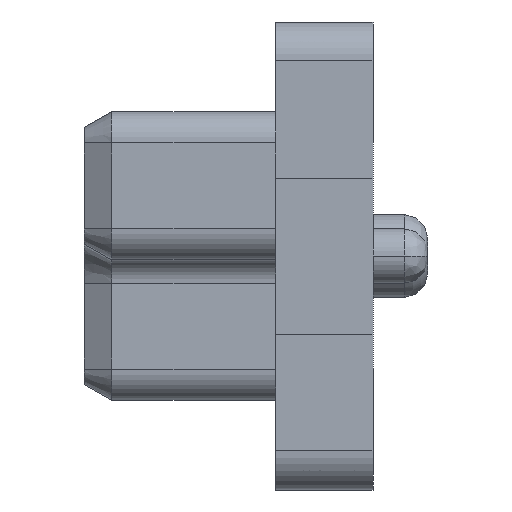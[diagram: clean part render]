
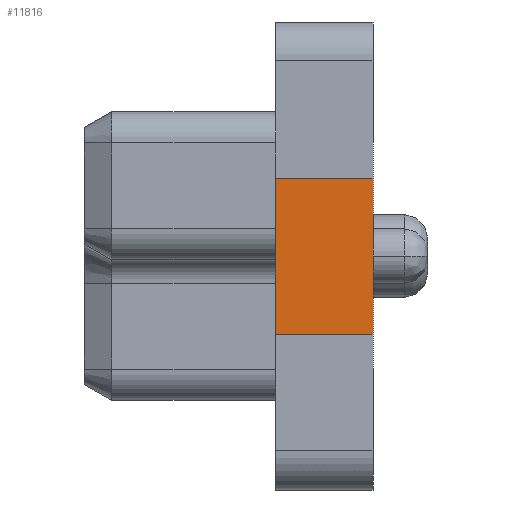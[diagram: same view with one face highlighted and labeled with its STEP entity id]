
A CAD part, left-side view. The second image highlights one B-rep face of the part: STEP entity #11816.
In plain terms, the highlighted planar face has unit normal (-1, 0, 0).
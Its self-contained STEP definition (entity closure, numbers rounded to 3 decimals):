
#3217=DIRECTION('',(0.,0.,-1.));
#3218=VECTOR('',#3217,2.);
#3219=CARTESIAN_POINT('',(-14.7,-0.05,1.));
#3220=LINE('11157',#3219,#3218);
#3297=DIRECTION('',(0.,-1.,0.));
#3298=VECTOR('',#3297,1.25);
#3299=CARTESIAN_POINT('',(-14.7,1.2,1.));
#3300=LINE('11342',#3299,#3298);
#3301=DIRECTION('',(0.,1.,0.));
#3302=VECTOR('',#3301,1.25);
#3303=CARTESIAN_POINT('',(-14.7,-0.05,-1.));
#3304=LINE('11343',#3303,#3302);
#3305=DIRECTION('',(0.,0.,-1.));
#3306=VECTOR('',#3305,2.);
#3307=CARTESIAN_POINT('',(-14.7,1.2,1.));
#3308=LINE('8348',#3307,#3306);
#5253=CARTESIAN_POINT('',(-14.7,1.2,1.));
#5254=VERTEX_POINT('',#5253);
#5255=CARTESIAN_POINT('',(-14.7,1.2,-1.));
#5256=VERTEX_POINT('',#5255);
#6353=CARTESIAN_POINT('',(-14.7,-0.05,-1.));
#6355=VERTEX_POINT('',#6353);
#6367=CARTESIAN_POINT('',(-14.7,-0.05,1.));
#6368=VERTEX_POINT('',#6367);
#11804=CARTESIAN_POINT('',(-14.7,0.7,0.));
#11805=DIRECTION('',(1.,0.,0.));
#11806=DIRECTION('',(0.,0.,-1.));
#11807=AXIS2_PLACEMENT_3D('',#11804,#11805,#11806);
#11808=PLANE('7401',#11807);
#11810=ORIENTED_EDGE('11342',*,*,#11809,.T.);
#11811=ORIENTED_EDGE('11157',*,*,#11732,.T.);
#11812=ORIENTED_EDGE('11343',*,*,#11795,.T.);
#11813=ORIENTED_EDGE('8348',*,*,#8211,.F.);
#11814=EDGE_LOOP('7401',(#11810,#11811,#11812,#11813));
#11815=FACE_OUTER_BOUND('7401',#11814,.F.);
#11816=ADVANCED_FACE('7401',(#11815),#11808,.F.);
#8211=EDGE_CURVE('8348',#5254,#5256,#3308,.T.);
#11732=EDGE_CURVE('11157',#6368,#6355,#3220,.T.);
#11795=EDGE_CURVE('11343',#6355,#5256,#3304,.T.);
#11809=EDGE_CURVE('11342',#5254,#6368,#3300,.T.);
